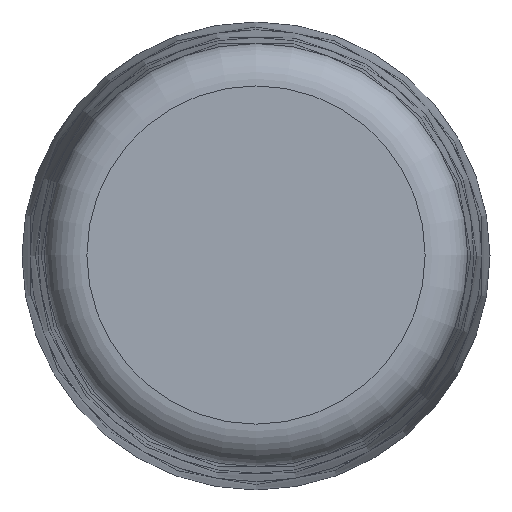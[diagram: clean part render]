
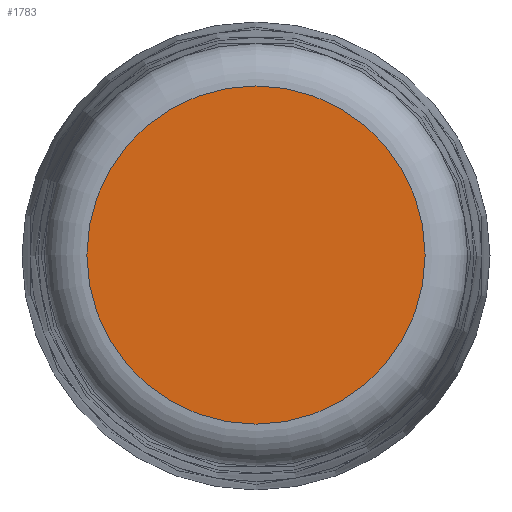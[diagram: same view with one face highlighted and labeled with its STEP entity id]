
A CAD part, top view. The second image highlights one B-rep face of the part: STEP entity #1783.
In plain terms, the highlighted planar face has unit normal (0, 0, 1).
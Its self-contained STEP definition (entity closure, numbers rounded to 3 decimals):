
#1740=CARTESIAN_POINT('',(19.876,0.,65.0));
#1741=VERTEX_POINT('',#1740);
#1742=CARTESIAN_POINT('',(0.0,0.0,65.0));
#1743=DIRECTION('',(0.0,0.0,-1.0));
#1744=DIRECTION('',(-1.0,0.0,0.0));
#1745=AXIS2_PLACEMENT_3D('',#1742,#1743,#1744);
#1746=CIRCLE('',#1745,19.876);
#1747=EDGE_CURVE('',#1741,#1741,#1746,.T.);
#1775=CARTESIAN_POINT('',(0.0,0.0,65.0));
#1776=DIRECTION('',(0.0,0.0,-1.0));
#1777=DIRECTION('',(-1.0,0.0,0.0));
#1778=AXIS2_PLACEMENT_3D('',#1775,#1776,#1777);
#1779=PLANE('',#1778);
#1780=ORIENTED_EDGE('',*,*,#1747,.F.);
#1781=EDGE_LOOP('',(#1780));
#1782=FACE_OUTER_BOUND('',#1781,.T.);
#1783=ADVANCED_FACE('',(#1782),#1779,.F.);
